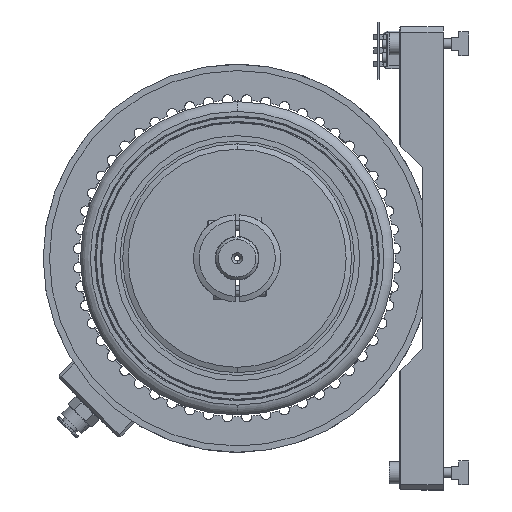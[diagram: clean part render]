
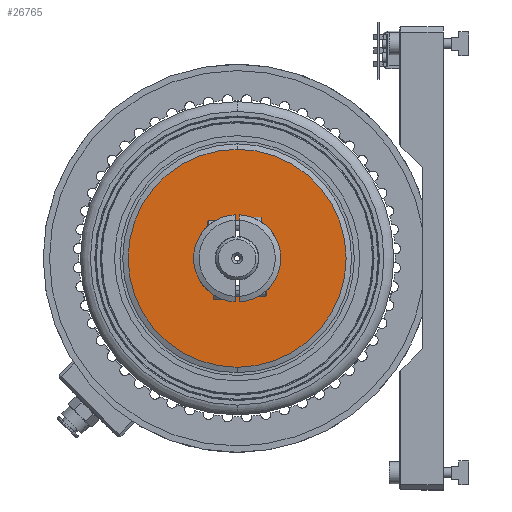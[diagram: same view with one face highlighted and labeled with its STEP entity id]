
A CAD part, left-side view. The second image highlights one B-rep face of the part: STEP entity #26765.
In plain terms, the highlighted planar face has unit normal (-1, 0, 0).
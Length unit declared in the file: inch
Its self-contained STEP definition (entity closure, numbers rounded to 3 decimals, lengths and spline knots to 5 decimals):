
#1054 = FACE_BOUND ( 'NONE', #46280, .T. ) ;
#1169 = DIRECTION ( 'NONE',  ( 0., 0., -1. ) ) ;
#1740 = DIRECTION ( 'NONE',  ( -1., 0., 0. ) ) ;
#4046 = DIRECTION ( 'NONE',  ( 0., 0., -1. ) ) ;
#5262 = EDGE_LOOP ( 'NONE', ( #20916, #19868 ) ) ;
#5445 = EDGE_CURVE ( 'NONE', #30646, #8363, #24707, .T. ) ;
#6737 = AXIS2_PLACEMENT_3D ( 'NONE', #49727, #25407, #1169 ) ;
#8363 = VERTEX_POINT ( 'NONE', #9959 ) ;
#8673 = EDGE_CURVE ( 'NONE', #8363, #30646, #42246, .T. ) ;
#9663 = CIRCLE ( 'NONE', #40450, 0.84 ) ;
#9959 = CARTESIAN_POINT ( 'NONE',  ( -3.3825, 0., 2.5 ) ) ;
#16226 = CARTESIAN_POINT ( 'NONE',  ( -3.3825, 0., 0.84 ) ) ;
#19868 = ORIENTED_EDGE ( 'NONE', *, *, #8673, .T. ) ;
#20412 = DIRECTION ( 'NONE',  ( 1., 0., 0. ) ) ;
#20596 = DIRECTION ( 'NONE',  ( 1., 0., 0. ) ) ;
#20916 = ORIENTED_EDGE ( 'NONE', *, *, #5445, .T. ) ;
#24707 = CIRCLE ( 'NONE', #25384, 2.5 ) ;
#25384 = AXIS2_PLACEMENT_3D ( 'NONE', #26009, #1740, #30075 ) ;
#25407 = DIRECTION ( 'NONE',  ( 1., 0., 0. ) ) ;
#26009 = CARTESIAN_POINT ( 'NONE',  ( -3.3825, 0., 0. ) ) ;
#26765 = ADVANCED_FACE ( 'NONE', ( #42916, #1054 ), #48790, .F. ) ;
#28238 = CARTESIAN_POINT ( 'NONE',  ( -3.3825, 0., -2.5 ) ) ;
#28328 = DIRECTION ( 'NONE',  ( -1., 0., 0. ) ) ;
#29323 = EDGE_CURVE ( 'NONE', #36253, #31726, #9663, .T. ) ;
#30075 = DIRECTION ( 'NONE',  ( 0., 0., -1. ) ) ;
#30646 = VERTEX_POINT ( 'NONE', #28238 ) ;
#31726 = VERTEX_POINT ( 'NONE', #16226 ) ;
#36253 = VERTEX_POINT ( 'NONE', #43627 ) ;
#39542 = AXIS2_PLACEMENT_3D ( 'NONE', #52661, #28328, #4046 ) ;
#40450 = AXIS2_PLACEMENT_3D ( 'NONE', #44705, #20412, #48768 ) ;
#41003 = ORIENTED_EDGE ( 'NONE', *, *, #48964, .T. ) ;
#41011 = ORIENTED_EDGE ( 'NONE', *, *, #29323, .T. ) ;
#41917 = CIRCLE ( 'NONE', #6737, 0.84 ) ;
#42246 = CIRCLE ( 'NONE', #39542, 2.5 ) ;
#42916 = FACE_OUTER_BOUND ( 'NONE', #5262, .T. ) ;
#43627 = CARTESIAN_POINT ( 'NONE',  ( -3.3825, 0., -0.84 ) ) ;
#44705 = CARTESIAN_POINT ( 'NONE',  ( -3.3825, 0., 0. ) ) ;
#44892 = CARTESIAN_POINT ( 'NONE',  ( -3.3825, 2.625, 0. ) ) ;
#46280 = EDGE_LOOP ( 'NONE', ( #41011, #41003 ) ) ;
#48768 = DIRECTION ( 'NONE',  ( 0., 0., -1. ) ) ;
#48790 = PLANE ( 'NONE',  #52221 ) ;
#48964 = EDGE_CURVE ( 'NONE', #31726, #36253, #41917, .T. ) ;
#48973 = DIRECTION ( 'NONE',  ( 0., 0., -1. ) ) ;
#49727 = CARTESIAN_POINT ( 'NONE',  ( -3.3825, 0., 0. ) ) ;
#52221 = AXIS2_PLACEMENT_3D ( 'NONE', #44892, #20596, #48973 ) ;
#52661 = CARTESIAN_POINT ( 'NONE',  ( -3.3825, 0., 0. ) ) ;
